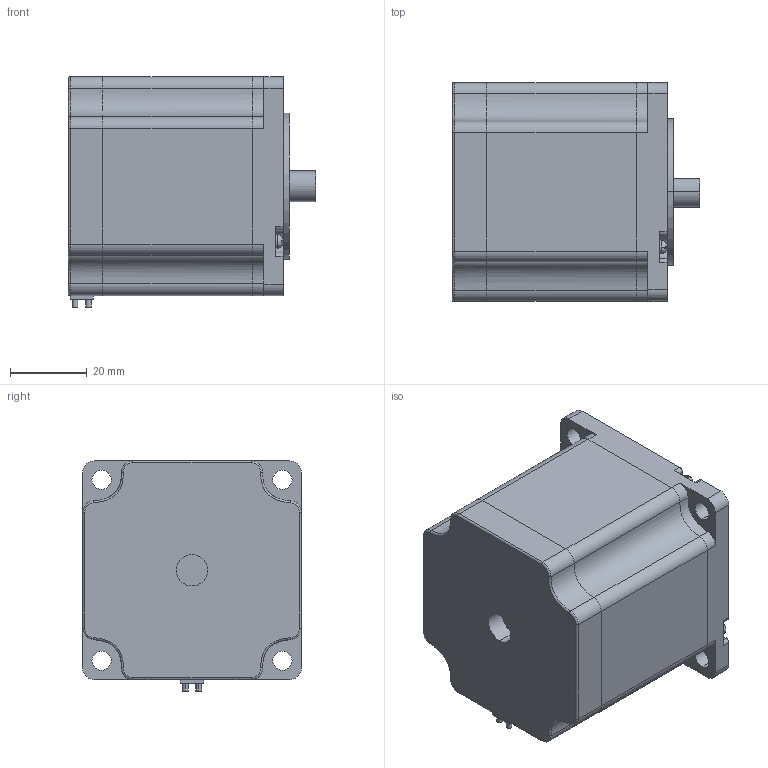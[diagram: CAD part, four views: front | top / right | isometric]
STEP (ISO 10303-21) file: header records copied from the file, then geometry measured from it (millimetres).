
FILE_DESCRIPTION (( 'STEP AP214' ), '1' );
FILE_NAME ('57HS5630A4XG.STEP', '2023-02-03T07:15:07', ( 'Windows 蚚誧' ), ( 'Organization' ), 'SwSTEP 2.0', 'SolidWorks 2021', '' );
FILE_SCHEMA (( 'AUTOMOTIVE_DESIGN' ));
Length unit declared in the file: millimetre
Products named in the file (1): 57HS5630A4XG
Bounding box: 64.5 x 57 x 60 mm (x, y, z)
Volume: 163050.3 mm3; surface area: 30427.3 mm2
Topology: 3 solids, 3 shells, 210 faces, 550 edges, 358 vertices
Faces by surface type: plane 100, cylinder 78, bspline 16, torus 16
Entity records: 8199 total; most frequent: CARTESIAN_POINT 1915, ORIENTED_EDGE 1100, DIRECTION 1036, EDGE_CURVE 550, AXIS2_PLACEMENT_3D 375, VERTEX_POINT 358, LINE 286, VECTOR 286
